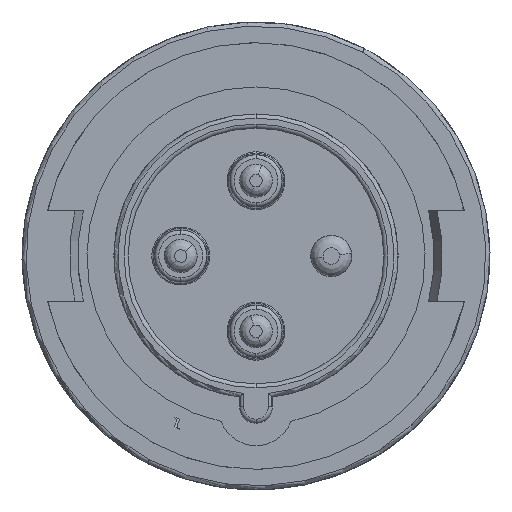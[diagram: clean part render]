
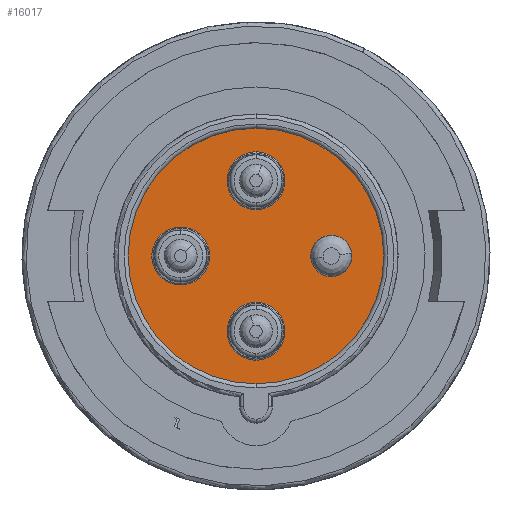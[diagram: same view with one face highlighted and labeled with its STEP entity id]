
A CAD part, front view. The second image highlights one B-rep face of the part: STEP entity #16017.
In plain terms, the highlighted planar face has unit normal (0, -1, 0).
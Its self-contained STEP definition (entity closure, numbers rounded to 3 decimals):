
#102 = AXIS2_PLACEMENT_3D ( 'NONE', #23085, #15021, #41957 ) ;
#119 = DIRECTION ( 'NONE',  ( 0.99, 0., 0.139 ) ) ;
#701 = ORIENTED_EDGE ( 'NONE', *, *, #22139, .F. ) ;
#1059 = CIRCLE ( 'NONE', #31609, 5. ) ;
#2683 = CIRCLE ( 'NONE', #12310, 7.026 ) ;
#2887 = CIRCLE ( 'NONE', #10124, 7.026 ) ;
#3131 = CIRCLE ( 'NONE', #25653, 7.026 ) ;
#3897 = DIRECTION ( 'NONE',  ( 0., -1., 0. ) ) ;
#4164 = VERTEX_POINT ( 'NONE', #7298 ) ;
#4638 = ORIENTED_EDGE ( 'NONE', *, *, #48749, .F. ) ;
#5238 = EDGE_LOOP ( 'NONE', ( #13988, #18281 ) ) ;
#5296 = DIRECTION ( 'NONE',  ( 0., 1., 0. ) ) ;
#5435 = DIRECTION ( 'NONE',  ( 0., 0., -1. ) ) ;
#5882 = AXIS2_PLACEMENT_3D ( 'NONE', #15053, #41984, #46509 ) ;
#6016 = DIRECTION ( 'NONE',  ( 0., 1., 0. ) ) ;
#7298 = CARTESIAN_POINT ( 'NONE',  ( -18.25, -10., 7.026 ) ) ;
#9022 = CIRCLE ( 'NONE', #43582, 7.026 ) ;
#10124 = AXIS2_PLACEMENT_3D ( 'NONE', #42942, #39933, #5435 ) ;
#10223 = ORIENTED_EDGE ( 'NONE', *, *, #16831, .F. ) ;
#10511 = CARTESIAN_POINT ( 'NONE',  ( 0., -10., -11.224 ) ) ;
#10794 = CIRCLE ( 'NONE', #44548, 7.026 ) ;
#10952 = CARTESIAN_POINT ( 'NONE',  ( -18.25, -10., 0. ) ) ;
#10970 = EDGE_CURVE ( 'NONE', #48116, #35106, #9022, .T. ) ;
#11453 = ORIENTED_EDGE ( 'NONE', *, *, #41397, .F. ) ;
#11585 = CIRCLE ( 'NONE', #19662, 7.026 ) ;
#12310 = AXIS2_PLACEMENT_3D ( 'NONE', #34110, #19008, #15470 ) ;
#12525 = EDGE_CURVE ( 'NONE', #40248, #4164, #10794, .T. ) ;
#13083 = CARTESIAN_POINT ( 'NONE',  ( 0., -10., 0. ) ) ;
#13165 = CIRCLE ( 'NONE', #38903, 31. ) ;
#13401 = CARTESIAN_POINT ( 'NONE',  ( -18.25, -10., 0. ) ) ;
#13708 = CARTESIAN_POINT ( 'NONE',  ( 23.201, -10., 0.696 ) ) ;
#13988 = ORIENTED_EDGE ( 'NONE', *, *, #10970, .F. ) ;
#14737 = DIRECTION ( 'NONE',  ( 1., 0., 0. ) ) ;
#15021 = DIRECTION ( 'NONE',  ( 0., -1., 0. ) ) ;
#15053 = CARTESIAN_POINT ( 'NONE',  ( 18.25, -10., 0. ) ) ;
#15088 = EDGE_CURVE ( 'NONE', #21448, #39230, #2887, .T. ) ;
#15168 = EDGE_LOOP ( 'NONE', ( #49511, #4638 ) ) ;
#15470 = DIRECTION ( 'NONE',  ( 0., 0., -1. ) ) ;
#15570 = CARTESIAN_POINT ( 'NONE',  ( 31., -10., 0. ) ) ;
#15778 = FACE_BOUND ( 'NONE', #5238, .T. ) ;
#15953 = ORIENTED_EDGE ( 'NONE', *, *, #18370, .F. ) ;
#16017 = ADVANCED_FACE ( 'NONE', ( #45973, #15778, #38195, #27110, #16030 ), #31134, .T. ) ;
#16030 = FACE_OUTER_BOUND ( 'NONE', #45487, .T. ) ;
#16422 = VERTEX_POINT ( 'NONE', #18993 ) ;
#16619 = CARTESIAN_POINT ( 'NONE',  ( 0., -10., -18.25 ) ) ;
#16831 = EDGE_CURVE ( 'NONE', #27314, #16422, #42762, .T. ) ;
#16988 = EDGE_LOOP ( 'NONE', ( #15953, #701 ) ) ;
#18281 = ORIENTED_EDGE ( 'NONE', *, *, #42977, .F. ) ;
#18370 = EDGE_CURVE ( 'NONE', #37403, #26502, #1059, .T. ) ;
#18993 = CARTESIAN_POINT ( 'NONE',  ( -31., -10., 0. ) ) ;
#19008 = DIRECTION ( 'NONE',  ( 0., -1., 0. ) ) ;
#19023 = CARTESIAN_POINT ( 'NONE',  ( 18.25, -10., 0. ) ) ;
#19297 = ORIENTED_EDGE ( 'NONE', *, *, #15088, .F. ) ;
#19415 = EDGE_CURVE ( 'NONE', #16422, #27314, #13165, .T. ) ;
#19662 = AXIS2_PLACEMENT_3D ( 'NONE', #33567, #45383, #21742 ) ;
#20661 = DIRECTION ( 'NONE',  ( 0., -1., 0. ) ) ;
#20967 = DIRECTION ( 'NONE',  ( 0., -1., 0. ) ) ;
#21364 = DIRECTION ( 'NONE',  ( -1., 0., 0. ) ) ;
#21448 = VERTEX_POINT ( 'NONE', #33557 ) ;
#21742 = DIRECTION ( 'NONE',  ( 0., 0., 1. ) ) ;
#22139 = EDGE_CURVE ( 'NONE', #26502, #37403, #40451, .T. ) ;
#23085 = CARTESIAN_POINT ( 'NONE',  ( -19.709, -10., -10.949 ) ) ;
#24429 = DIRECTION ( 'NONE',  ( -1., 0., 0. ) ) ;
#25276 = CARTESIAN_POINT ( 'NONE',  ( 0., -10., -25.276 ) ) ;
#25609 = CARTESIAN_POINT ( 'NONE',  ( 0., -10., 11.224 ) ) ;
#25653 = AXIS2_PLACEMENT_3D ( 'NONE', #10952, #44716, #14737 ) ;
#26502 = VERTEX_POINT ( 'NONE', #44168 ) ;
#27110 = FACE_BOUND ( 'NONE', #16988, .T. ) ;
#27314 = VERTEX_POINT ( 'NONE', #15570 ) ;
#27513 = AXIS2_PLACEMENT_3D ( 'NONE', #35292, #6016, #21364 ) ;
#28117 = ORIENTED_EDGE ( 'NONE', *, *, #19415, .F. ) ;
#31134 = PLANE ( 'NONE',  #102 ) ;
#31609 = AXIS2_PLACEMENT_3D ( 'NONE', #19023, #3897, #119 ) ;
#33557 = CARTESIAN_POINT ( 'NONE',  ( 0., -10., 25.276 ) ) ;
#33567 = CARTESIAN_POINT ( 'NONE',  ( 0., -10., -18.25 ) ) ;
#34110 = CARTESIAN_POINT ( 'NONE',  ( 0., -10., 18.25 ) ) ;
#35106 = VERTEX_POINT ( 'NONE', #10511 ) ;
#35292 = CARTESIAN_POINT ( 'NONE',  ( 0., -10., 0. ) ) ;
#36018 = DIRECTION ( 'NONE',  ( 0., 0., 1. ) ) ;
#36831 = DIRECTION ( 'NONE',  ( 1., 0., 0. ) ) ;
#37403 = VERTEX_POINT ( 'NONE', #13708 ) ;
#37587 = EDGE_LOOP ( 'NONE', ( #11453, #19297 ) ) ;
#38195 = FACE_BOUND ( 'NONE', #15168, .T. ) ;
#38903 = AXIS2_PLACEMENT_3D ( 'NONE', #13083, #5296, #24429 ) ;
#39230 = VERTEX_POINT ( 'NONE', #25609 ) ;
#39933 = DIRECTION ( 'NONE',  ( 0., -1., 0. ) ) ;
#40248 = VERTEX_POINT ( 'NONE', #40986 ) ;
#40451 = CIRCLE ( 'NONE', #5882, 5. ) ;
#40986 = CARTESIAN_POINT ( 'NONE',  ( -18.25, -10., -7.026 ) ) ;
#41397 = EDGE_CURVE ( 'NONE', #39230, #21448, #2683, .T. ) ;
#41957 = DIRECTION ( 'NONE',  ( 0., 0., -1. ) ) ;
#41984 = DIRECTION ( 'NONE',  ( 0., -1., 0. ) ) ;
#42762 = CIRCLE ( 'NONE', #27513, 31. ) ;
#42942 = CARTESIAN_POINT ( 'NONE',  ( 0., -10., 18.25 ) ) ;
#42977 = EDGE_CURVE ( 'NONE', #35106, #48116, #11585, .T. ) ;
#43582 = AXIS2_PLACEMENT_3D ( 'NONE', #16619, #20661, #36018 ) ;
#44168 = CARTESIAN_POINT ( 'NONE',  ( 13.299, -10., -0.696 ) ) ;
#44548 = AXIS2_PLACEMENT_3D ( 'NONE', #13401, #20967, #36831 ) ;
#44716 = DIRECTION ( 'NONE',  ( 0., -1., 0. ) ) ;
#45383 = DIRECTION ( 'NONE',  ( 0., -1., 0. ) ) ;
#45487 = EDGE_LOOP ( 'NONE', ( #28117, #10223 ) ) ;
#45973 = FACE_BOUND ( 'NONE', #37587, .T. ) ;
#46509 = DIRECTION ( 'NONE',  ( 0.99, 0., 0.139 ) ) ;
#48116 = VERTEX_POINT ( 'NONE', #25276 ) ;
#48749 = EDGE_CURVE ( 'NONE', #4164, #40248, #3131, .T. ) ;
#49511 = ORIENTED_EDGE ( 'NONE', *, *, #12525, .F. ) ;
